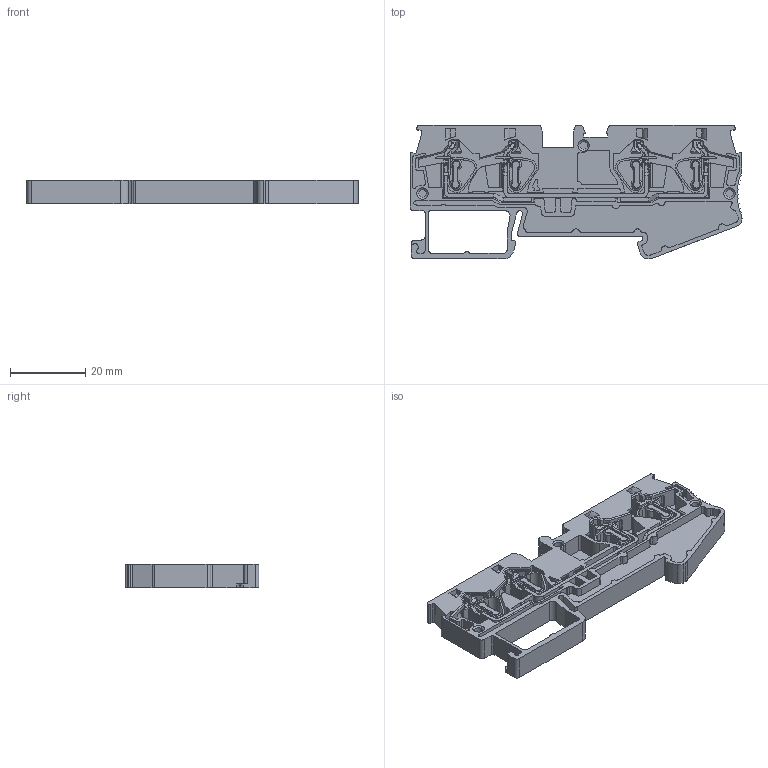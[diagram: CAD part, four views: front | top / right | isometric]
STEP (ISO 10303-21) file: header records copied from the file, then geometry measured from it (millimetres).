
FILE_DESCRIPTION (( 'STEP AP214' ), '1' );
FILE_NAME ('FJ6-4-4.STEP', '2024-08-23T11:13:05', ( 'Windows User' ), ( 'P R C' ), 'SwSTEP 2.0', 'SolidWorks 2018', '' );
FILE_SCHEMA (( 'AUTOMOTIVE_DESIGN' ));
Length unit declared in the file: millimetre
Products named in the file (1): FJ6-4-4
Bounding box: 87.99 x 35.5 x 6.15 mm (x, y, z)
Volume: 7662.9 mm3; surface area: 14686.5 mm2
Topology: 6 solids, 6 shells, 1502 faces, 4218 edges, 2738 vertices
Faces by surface type: plane 814, cylinder 534, bspline 112, cone 42
Entity records: 50172 total; most frequent: CARTESIAN_POINT 11819, ORIENTED_EDGE 8436, DIRECTION 7626, EDGE_CURVE 4218, LINE 2758, VECTOR 2758, VERTEX_POINT 2738, AXIS2_PLACEMENT_3D 2434
